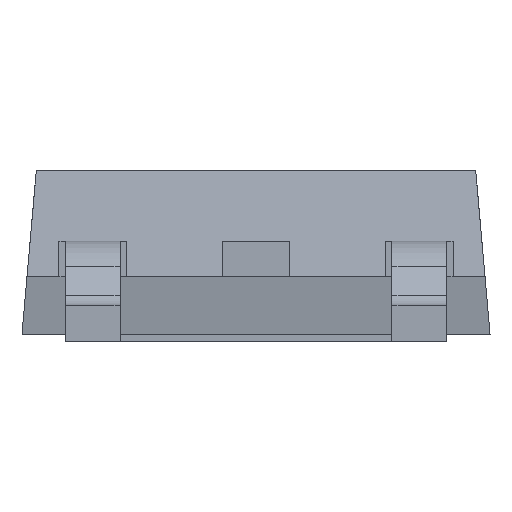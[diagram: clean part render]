
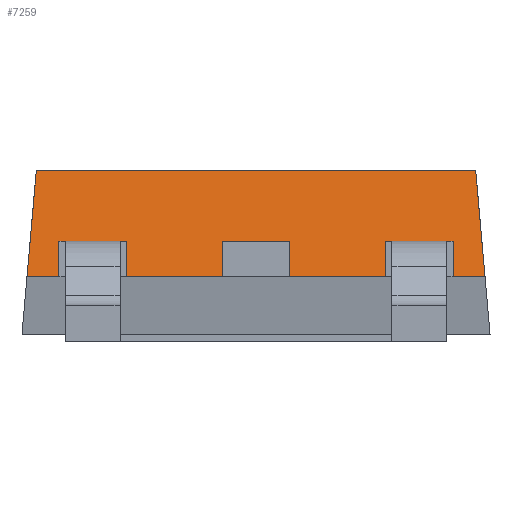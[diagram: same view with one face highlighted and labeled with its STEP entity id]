
A CAD part, front view. The second image highlights one B-rep face of the part: STEP entity #7259.
In plain terms, the highlighted planar face has unit normal (0, -0.985, 0.174).
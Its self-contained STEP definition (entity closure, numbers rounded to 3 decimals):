
#56 = CARTESIAN_POINT ( 'NONE',  ( -3.27, -2.787, 2.38 ) ) ;
#320 = CARTESIAN_POINT ( 'NONE',  ( -3.27, -3.047, 0.9 ) ) ;
#377 = CARTESIAN_POINT ( 'NONE',  ( 2.66, -3.047, 0.9 ) ) ;
#787 = VECTOR ( 'NONE', #2449, 1000. ) ;
#811 = CARTESIAN_POINT ( 'NONE',  ( -1.9, -3.047, 0.9 ) ) ;
#1011 = LINE ( 'NONE', #7727, #9158 ) ;
#1047 = CARTESIAN_POINT ( 'NONE',  ( 2.66, -2.959, 1.4 ) ) ;
#1125 = DIRECTION ( 'NONE',  ( -1., 0., 0. ) ) ;
#1181 = CARTESIAN_POINT ( 'NONE',  ( -3.27, -3.047, 0.9 ) ) ;
#1705 = LINE ( 'NONE', #5059, #9714 ) ;
#1865 = ORIENTED_EDGE ( 'NONE', *, *, #3281, .F. ) ;
#1872 = DIRECTION ( 'NONE',  ( 0., 0.174, 0.985 ) ) ;
#2231 = VECTOR ( 'NONE', #1125, 1000. ) ;
#2283 = CARTESIAN_POINT ( 'NONE',  ( -3.27, -3.047, 0.9 ) ) ;
#2343 = VERTEX_POINT ( 'NONE', #6224 ) ;
#2366 = ORIENTED_EDGE ( 'NONE', *, *, #3206, .F. ) ;
#2382 = VECTOR ( 'NONE', #5687, 1000. ) ;
#2449 = DIRECTION ( 'NONE',  ( 1., 0., 0. ) ) ;
#2519 = DIRECTION ( 'NONE',  ( 1., 0., 0. ) ) ;
#3005 = VERTEX_POINT ( 'NONE', #13686 ) ;
#3053 = DIRECTION ( 'NONE',  ( 0., 0.174, 0.985 ) ) ;
#3081 = ORIENTED_EDGE ( 'NONE', *, *, #14495, .F. ) ;
#3206 = EDGE_CURVE ( 'NONE', #3592, #6222, #6599, .T. ) ;
#3268 = CARTESIAN_POINT ( 'NONE',  ( -3.27, -3.047, 0.9 ) ) ;
#3281 = EDGE_CURVE ( 'NONE', #13161, #5452, #7664, .T. ) ;
#3411 = DIRECTION ( 'NONE',  ( -1., 0., 0. ) ) ;
#3431 = VECTOR ( 'NONE', #3411, 1000. ) ;
#3472 = EDGE_CURVE ( 'NONE', #12599, #2343, #1705, .T. ) ;
#3538 = CARTESIAN_POINT ( 'NONE',  ( -0.38, -2.959, 1.4 ) ) ;
#3592 = VERTEX_POINT ( 'NONE', #8184 ) ;
#3603 = EDGE_CURVE ( 'NONE', #13161, #7403, #9082, .T. ) ;
#3617 = LINE ( 'NONE', #8073, #11227 ) ;
#3690 = EDGE_CURVE ( 'NONE', #5452, #6134, #12527, .T. ) ;
#3691 = CARTESIAN_POINT ( 'NONE',  ( 0.38, -3.047, 0.9 ) ) ;
#3861 = DIRECTION ( 'NONE',  ( 0., 0.174, 0.985 ) ) ;
#3972 = VECTOR ( 'NONE', #14627, 1000. ) ;
#4020 = EDGE_CURVE ( 'NONE', #3592, #8213, #4754, .T. ) ;
#4257 = DIRECTION ( 'NONE',  ( 0., 0.174, 0.985 ) ) ;
#4384 = FACE_OUTER_BOUND ( 'NONE', #8728, .T. ) ;
#4516 = LINE ( 'NONE', #14024, #10541 ) ;
#4754 = LINE ( 'NONE', #9081, #11009 ) ;
#4898 = LINE ( 'NONE', #14265, #10101 ) ;
#4936 = VECTOR ( 'NONE', #3053, 1000. ) ;
#5059 = CARTESIAN_POINT ( 'NONE',  ( -2.66, -3.047, 0.9 ) ) ;
#5107 = VERTEX_POINT ( 'NONE', #7396 ) ;
#5129 = CARTESIAN_POINT ( 'NONE',  ( 1.9, -2.959, 1.4 ) ) ;
#5293 = ORIENTED_EDGE ( 'NONE', *, *, #7452, .F. ) ;
#5357 = CARTESIAN_POINT ( 'NONE',  ( 2.66, -3.047, 0.9 ) ) ;
#5452 = VERTEX_POINT ( 'NONE', #11947 ) ;
#5453 = ORIENTED_EDGE ( 'NONE', *, *, #12744, .T. ) ;
#5563 = VECTOR ( 'NONE', #4257, 1000. ) ;
#5594 = ORIENTED_EDGE ( 'NONE', *, *, #6488, .F. ) ;
#5687 = DIRECTION ( 'NONE',  ( 1., 0., 0. ) ) ;
#5875 = DIRECTION ( 'NONE',  ( 0., 0.985, -0.174 ) ) ;
#6001 = VERTEX_POINT ( 'NONE', #377 ) ;
#6101 = VERTEX_POINT ( 'NONE', #1047 ) ;
#6134 = VERTEX_POINT ( 'NONE', #3538 ) ;
#6222 = VERTEX_POINT ( 'NONE', #13525 ) ;
#6224 = CARTESIAN_POINT ( 'NONE',  ( -2.66, -2.959, 1.4 ) ) ;
#6311 = VECTOR ( 'NONE', #1872, 1000. ) ;
#6354 = ORIENTED_EDGE ( 'NONE', *, *, #10704, .T. ) ;
#6456 = VERTEX_POINT ( 'NONE', #14851 ) ;
#6463 = AXIS2_PLACEMENT_3D ( 'NONE', #320, #5875, #10622 ) ;
#6488 = EDGE_CURVE ( 'NONE', #5107, #10104, #1011, .T. ) ;
#6599 = LINE ( 'NONE', #811, #6311 ) ;
#6782 = ORIENTED_EDGE ( 'NONE', *, *, #9701, .T. ) ;
#7011 = ORIENTED_EDGE ( 'NONE', *, *, #12671, .T. ) ;
#7259 = ADVANCED_FACE ( 'NONE', ( #4384 ), #10082, .F. ) ;
#7372 = VECTOR ( 'NONE', #9459, 1000. ) ;
#7396 = CARTESIAN_POINT ( 'NONE',  ( -3.2, -3.047, 0.9 ) ) ;
#7403 = VERTEX_POINT ( 'NONE', #12516 ) ;
#7452 = EDGE_CURVE ( 'NONE', #6101, #9562, #10219, .T. ) ;
#7664 = LINE ( 'NONE', #14513, #5563 ) ;
#7727 = CARTESIAN_POINT ( 'NONE',  ( -3.177, -3.002, 1.159 ) ) ;
#7846 = ORIENTED_EDGE ( 'NONE', *, *, #12434, .F. ) ;
#7918 = ORIENTED_EDGE ( 'NONE', *, *, #9782, .T. ) ;
#8073 = CARTESIAN_POINT ( 'NONE',  ( 3.152, -2.951, 1.445 ) ) ;
#8166 = VECTOR ( 'NONE', #8415, 1000. ) ;
#8184 = CARTESIAN_POINT ( 'NONE',  ( -1.9, -3.047, 0.9 ) ) ;
#8213 = VERTEX_POINT ( 'NONE', #13490 ) ;
#8254 = LINE ( 'NONE', #2283, #7372 ) ;
#8415 = DIRECTION ( 'NONE',  ( 1., 0., 0. ) ) ;
#8728 = EDGE_LOOP ( 'NONE', ( #2366, #13129, #6782, #10092, #1865, #10549, #5453, #5293, #10338, #7011, #6354, #3081, #5594, #7918, #11912, #7846 ) ) ;
#8925 = LINE ( 'NONE', #5357, #4936 ) ;
#9081 = CARTESIAN_POINT ( 'NONE',  ( -3.27, -3.047, 0.9 ) ) ;
#9082 = LINE ( 'NONE', #3268, #787 ) ;
#9158 = VECTOR ( 'NONE', #12375, 1000. ) ;
#9459 = DIRECTION ( 'NONE',  ( 1., 0., 0. ) ) ;
#9562 = VERTEX_POINT ( 'NONE', #5129 ) ;
#9701 = EDGE_CURVE ( 'NONE', #8213, #6134, #4516, .T. ) ;
#9705 = DIRECTION ( 'NONE',  ( 0., 0.174, 0.985 ) ) ;
#9714 = VECTOR ( 'NONE', #9705, 1000. ) ;
#9782 = EDGE_CURVE ( 'NONE', #5107, #12599, #8254, .T. ) ;
#9994 = CARTESIAN_POINT ( 'NONE',  ( -3.27, -2.959, 1.4 ) ) ;
#10082 = PLANE ( 'NONE',  #6463 ) ;
#10092 = ORIENTED_EDGE ( 'NONE', *, *, #3690, .F. ) ;
#10101 = VECTOR ( 'NONE', #3861, 1000. ) ;
#10104 = VERTEX_POINT ( 'NONE', #12041 ) ;
#10219 = LINE ( 'NONE', #9994, #3972 ) ;
#10283 = LINE ( 'NONE', #56, #2382 ) ;
#10338 = ORIENTED_EDGE ( 'NONE', *, *, #14944, .F. ) ;
#10541 = VECTOR ( 'NONE', #14098, 1000. ) ;
#10549 = ORIENTED_EDGE ( 'NONE', *, *, #3603, .T. ) ;
#10622 = DIRECTION ( 'NONE',  ( 0., 0.174, 0.985 ) ) ;
#10704 = EDGE_CURVE ( 'NONE', #6456, #3005, #3617, .T. ) ;
#11009 = VECTOR ( 'NONE', #2519, 1000. ) ;
#11227 = VECTOR ( 'NONE', #13935, 1000. ) ;
#11912 = ORIENTED_EDGE ( 'NONE', *, *, #3472, .T. ) ;
#11947 = CARTESIAN_POINT ( 'NONE',  ( 0.38, -2.959, 1.4 ) ) ;
#12041 = CARTESIAN_POINT ( 'NONE',  ( -3.071, -2.787, 2.38 ) ) ;
#12375 = DIRECTION ( 'NONE',  ( 0.086, 0.173, 0.981 ) ) ;
#12434 = EDGE_CURVE ( 'NONE', #6222, #2343, #12784, .T. ) ;
#12472 = CARTESIAN_POINT ( 'NONE',  ( -2.66, -3.047, 0.9 ) ) ;
#12516 = CARTESIAN_POINT ( 'NONE',  ( 1.9, -3.047, 0.9 ) ) ;
#12527 = LINE ( 'NONE', #13800, #3431 ) ;
#12599 = VERTEX_POINT ( 'NONE', #12472 ) ;
#12671 = EDGE_CURVE ( 'NONE', #6001, #6456, #13128, .T. ) ;
#12744 = EDGE_CURVE ( 'NONE', #7403, #9562, #4898, .T. ) ;
#12784 = LINE ( 'NONE', #13844, #2231 ) ;
#13128 = LINE ( 'NONE', #1181, #8166 ) ;
#13129 = ORIENTED_EDGE ( 'NONE', *, *, #4020, .T. ) ;
#13161 = VERTEX_POINT ( 'NONE', #3691 ) ;
#13490 = CARTESIAN_POINT ( 'NONE',  ( -0.38, -3.047, 0.9 ) ) ;
#13525 = CARTESIAN_POINT ( 'NONE',  ( -1.9, -2.959, 1.4 ) ) ;
#13686 = CARTESIAN_POINT ( 'NONE',  ( 3.071, -2.787, 2.38 ) ) ;
#13800 = CARTESIAN_POINT ( 'NONE',  ( -3.27, -2.959, 1.4 ) ) ;
#13844 = CARTESIAN_POINT ( 'NONE',  ( -3.27, -2.959, 1.4 ) ) ;
#13935 = DIRECTION ( 'NONE',  ( -0.086, 0.173, 0.981 ) ) ;
#14024 = CARTESIAN_POINT ( 'NONE',  ( -0.38, -3.047, 0.9 ) ) ;
#14098 = DIRECTION ( 'NONE',  ( 0., 0.174, 0.985 ) ) ;
#14265 = CARTESIAN_POINT ( 'NONE',  ( 1.9, -3.047, 0.9 ) ) ;
#14495 = EDGE_CURVE ( 'NONE', #10104, #3005, #10283, .T. ) ;
#14513 = CARTESIAN_POINT ( 'NONE',  ( 0.38, -3.047, 0.9 ) ) ;
#14627 = DIRECTION ( 'NONE',  ( -1., 0., 0. ) ) ;
#14851 = CARTESIAN_POINT ( 'NONE',  ( 3.2, -3.047, 0.9 ) ) ;
#14944 = EDGE_CURVE ( 'NONE', #6001, #6101, #8925, .T. ) ;
